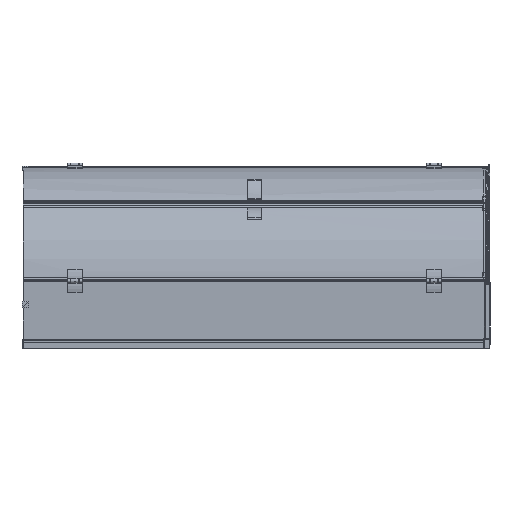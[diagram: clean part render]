
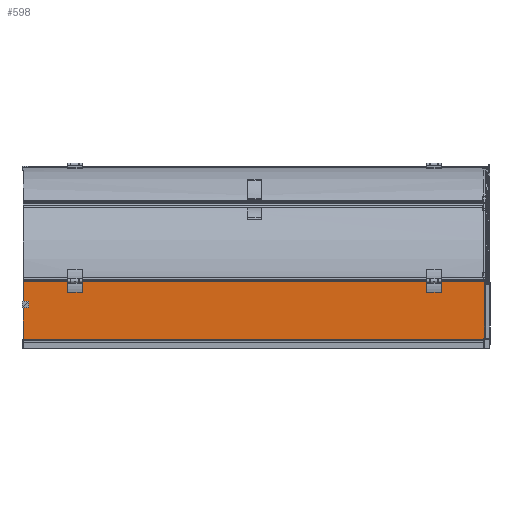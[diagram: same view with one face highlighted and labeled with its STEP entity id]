
A CAD part, left-side view. The second image highlights one B-rep face of the part: STEP entity #598.
In plain terms, the highlighted face is planar.
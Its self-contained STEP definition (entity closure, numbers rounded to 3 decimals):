
#135=DIRECTION('',(0.,-1.,0.));
#136=VECTOR('',#135,1932.);
#137=CARTESIAN_POINT('',(-136.5,966.,8.));
#138=LINE('',#137,#136);
#142=DIRECTION('',(-1.,0.,0.));
#143=VECTOR('',#142,273.);
#144=CARTESIAN_POINT('',(136.5,966.,8.));
#145=LINE('',#144,#143);
#149=DIRECTION('',(0.,1.,0.));
#150=VECTOR('',#149,1932.);
#151=CARTESIAN_POINT('',(136.5,-966.,8.));
#152=LINE('',#151,#150);
#156=DIRECTION('',(1.,0.,0.));
#157=VECTOR('',#156,273.);
#158=CARTESIAN_POINT('',(-136.5,-966.,8.));
#159=LINE('',#158,#157);
#163=CARTESIAN_POINT('',(-106.5,766.,8.));
#164=DIRECTION('',(0.,0.,-1.));
#165=DIRECTION('',(1.,0.,0.));
#166=AXIS2_PLACEMENT_3D('',#163,#164,#165);
#171=CARTESIAN_POINT('',(-106.5,766.,8.));
#172=DIRECTION('',(0.,0.,-1.));
#173=DIRECTION('',(-1.,0.,0.));
#174=AXIS2_PLACEMENT_3D('',#171,#172,#173);
#179=CARTESIAN_POINT('',(-106.5,734.,8.));
#180=DIRECTION('',(0.,0.,-1.));
#181=DIRECTION('',(1.,0.,0.));
#182=AXIS2_PLACEMENT_3D('',#179,#180,#181);
#187=CARTESIAN_POINT('',(-106.5,734.,8.));
#188=DIRECTION('',(0.,0.,-1.));
#189=DIRECTION('',(-1.,0.,0.));
#190=AXIS2_PLACEMENT_3D('',#187,#188,#189);
#195=CARTESIAN_POINT('',(-106.5,-766.,8.));
#196=DIRECTION('',(0.,0.,1.));
#197=DIRECTION('',(1.,0.,0.));
#198=AXIS2_PLACEMENT_3D('',#195,#196,#197);
#203=CARTESIAN_POINT('',(-106.5,-766.,8.));
#204=DIRECTION('',(0.,0.,1.));
#205=DIRECTION('',(-1.,0.,0.));
#206=AXIS2_PLACEMENT_3D('',#203,#204,#205);
#211=CARTESIAN_POINT('',(-106.5,-734.,8.));
#212=DIRECTION('',(0.,0.,1.));
#213=DIRECTION('',(1.,0.,0.));
#214=AXIS2_PLACEMENT_3D('',#211,#212,#213);
#219=CARTESIAN_POINT('',(-106.5,-734.,8.));
#220=DIRECTION('',(0.,0.,1.));
#221=DIRECTION('',(-1.,0.,0.));
#222=AXIS2_PLACEMENT_3D('',#219,#220,#221);
#411=CARTESIAN_POINT('',(-136.5,966.,8.));
#412=CARTESIAN_POINT('',(-136.5,-966.,8.));
#413=VERTEX_POINT('',#411);
#414=VERTEX_POINT('',#412);
#415=CARTESIAN_POINT('',(136.5,-966.,8.));
#416=VERTEX_POINT('',#415);
#417=CARTESIAN_POINT('',(136.5,966.,8.));
#418=VERTEX_POINT('',#417);
#427=CARTESIAN_POINT('',(-99.5,766.,8.));
#428=CARTESIAN_POINT('',(-113.5,766.,8.));
#429=VERTEX_POINT('',#427);
#430=VERTEX_POINT('',#428);
#437=CARTESIAN_POINT('',(-99.5,734.,8.));
#438=VERTEX_POINT('',#437);
#441=CARTESIAN_POINT('',(-113.5,734.,8.));
#442=VERTEX_POINT('',#441);
#449=CARTESIAN_POINT('',(-99.5,-766.,8.));
#450=VERTEX_POINT('',#449);
#453=CARTESIAN_POINT('',(-113.5,-766.,8.));
#454=VERTEX_POINT('',#453);
#461=CARTESIAN_POINT('',(-99.5,-734.,8.));
#462=VERTEX_POINT('',#461);
#465=CARTESIAN_POINT('',(-113.5,-734.,8.));
#466=VERTEX_POINT('',#465);
#563=CARTESIAN_POINT('',(0.,0.,8.));
#564=DIRECTION('',(0.,0.,1.));
#565=DIRECTION('',(1.,0.,0.));
#566=AXIS2_PLACEMENT_3D('',#563,#564,#565);
#567=PLANE('',#566);
#568=ORIENTED_EDGE('',*,*,#515,.F.);
#569=ORIENTED_EDGE('',*,*,#530,.F.);
#570=ORIENTED_EDGE('',*,*,#544,.F.);
#571=ORIENTED_EDGE('',*,*,#557,.F.);
#572=EDGE_LOOP('',(#568,#569,#570,#571));
#573=FACE_OUTER_BOUND('',#572,.F.);
#575=ORIENTED_EDGE('',*,*,#574,.F.);
#577=ORIENTED_EDGE('',*,*,#576,.F.);
#578=EDGE_LOOP('',(#575,#577));
#579=FACE_BOUND('',#578,.F.);
#581=ORIENTED_EDGE('',*,*,#580,.F.);
#583=ORIENTED_EDGE('',*,*,#582,.F.);
#584=EDGE_LOOP('',(#581,#583));
#585=FACE_BOUND('',#584,.F.);
#587=ORIENTED_EDGE('',*,*,#586,.T.);
#589=ORIENTED_EDGE('',*,*,#588,.T.);
#590=EDGE_LOOP('',(#587,#589));
#591=FACE_BOUND('',#590,.F.);
#593=ORIENTED_EDGE('',*,*,#592,.T.);
#595=ORIENTED_EDGE('',*,*,#594,.T.);
#596=EDGE_LOOP('',(#593,#595));
#597=FACE_BOUND('',#596,.F.);
#167=CIRCLE('',#166,7.);
#175=CIRCLE('',#174,7.);
#183=CIRCLE('',#182,7.);
#191=CIRCLE('',#190,7.);
#199=CIRCLE('',#198,7.);
#207=CIRCLE('',#206,7.);
#215=CIRCLE('',#214,7.);
#223=CIRCLE('',#222,7.);
#515=EDGE_CURVE('',#413,#414,#138,.T.);
#530=EDGE_CURVE('',#418,#413,#145,.T.);
#544=EDGE_CURVE('',#416,#418,#152,.T.);
#557=EDGE_CURVE('',#414,#416,#159,.T.);
#574=EDGE_CURVE('',#429,#430,#167,.T.);
#576=EDGE_CURVE('',#430,#429,#175,.T.);
#580=EDGE_CURVE('',#438,#442,#183,.T.);
#582=EDGE_CURVE('',#442,#438,#191,.T.);
#586=EDGE_CURVE('',#450,#454,#199,.T.);
#588=EDGE_CURVE('',#454,#450,#207,.T.);
#592=EDGE_CURVE('',#462,#466,#215,.T.);
#594=EDGE_CURVE('',#466,#462,#223,.T.);
#598=ADVANCED_FACE('',(#573,#579,#585,#591,#597),#567,.T.);
